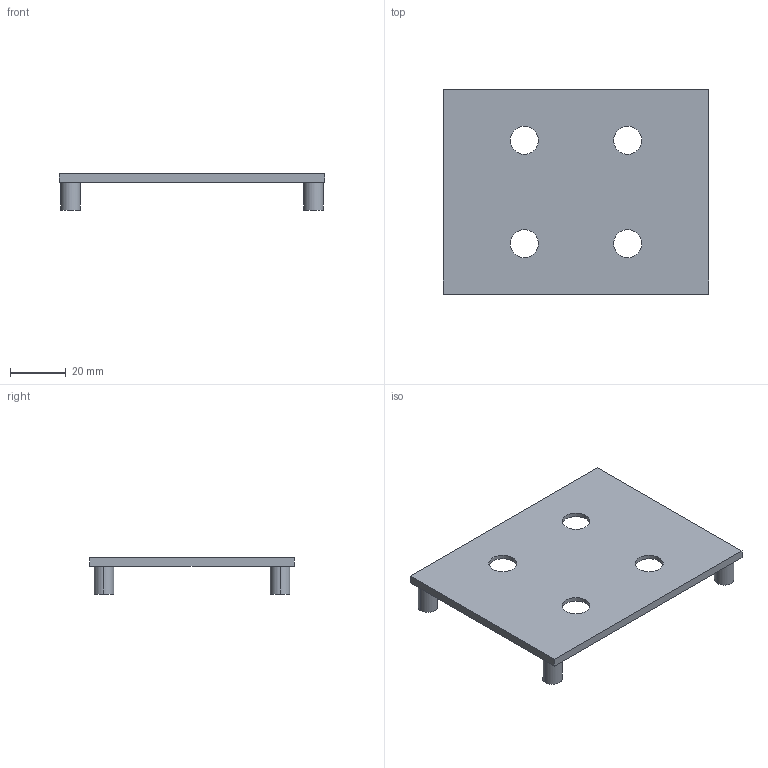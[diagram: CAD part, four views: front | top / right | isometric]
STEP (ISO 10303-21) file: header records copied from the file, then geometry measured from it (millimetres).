
FILE_DESCRIPTION(('CATIA V5 STEP Exchange'),'2;1');
FILE_NAME('base_odroid_big.stp','2016-10-17T13:52:38+00:00',('none'),('none'),'CATIA Version 5 Release 19 GA (IN-10)','CATIA V5 STEP AP203','none');
FILE_SCHEMA(('CONFIG_CONTROL_DESIGN'));
Length unit declared in the file: millimetre
Products named in the file (1): pieza2
Bounding box: 95 x 73 x 13 mm (x, y, z)
Volume: 20541.1 mm3; surface area: 15870.7 mm2
Topology: 1 solids, 1 shells, 50 faces, 108 edges, 72 vertices
Faces by surface type: cylinder 32, plane 18
Entity records: 1260 total; most frequent: ORIENTED_EDGE 216, CARTESIAN_POINT 205, DIRECTION 156, EDGE_CURVE 108, AXIS2_PLACEMENT_3D 89, VERTEX_POINT 72, EDGE_LOOP 70, CIRCLE 64
